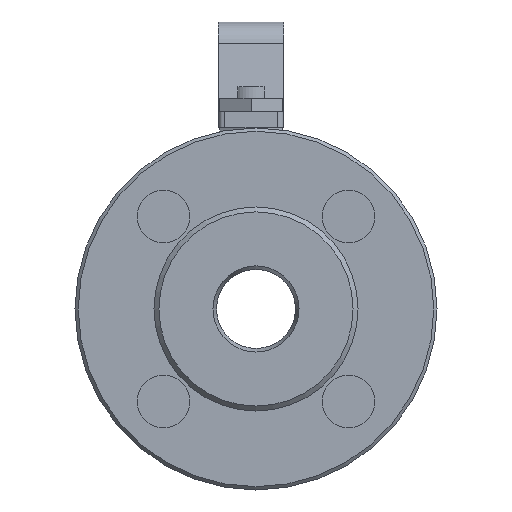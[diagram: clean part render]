
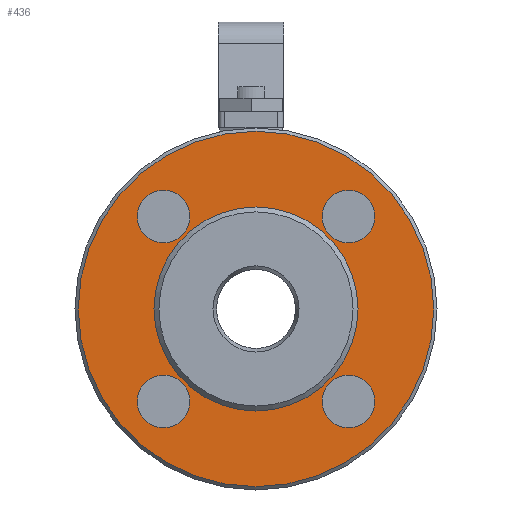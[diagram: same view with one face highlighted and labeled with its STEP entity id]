
A CAD part, left-side view. The second image highlights one B-rep face of the part: STEP entity #436.
In plain terms, the highlighted planar face has unit normal (-1, 0, 0).
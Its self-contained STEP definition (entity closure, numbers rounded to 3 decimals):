
#436 = ADVANCED_FACE( '', ( #1005, #1006, #1007, #1008, #1009, #1010 ), #1011, .F. );
#1005 = FACE_OUTER_BOUND( '', #1670, .T. );
#1006 = FACE_BOUND( '', #1671, .T. );
#1007 = FACE_BOUND( '', #1672, .T. );
#1008 = FACE_BOUND( '', #1673, .T. );
#1009 = FACE_BOUND( '', #1674, .T. );
#1010 = FACE_BOUND( '', #1675, .T. );
#1011 = PLANE( '', #1676 );
#1670 = EDGE_LOOP( '', ( #2771 ) );
#1671 = EDGE_LOOP( '', ( #2772 ) );
#1672 = EDGE_LOOP( '', ( #2773 ) );
#1673 = EDGE_LOOP( '', ( #2774 ) );
#1674 = EDGE_LOOP( '', ( #2775 ) );
#1675 = EDGE_LOOP( '', ( #2776 ) );
#1676 = AXIS2_PLACEMENT_3D( '', #2777, #2778, #2779 );
#2771 = ORIENTED_EDGE( '', *, *, #3508, .T. );
#2772 = ORIENTED_EDGE( '', *, *, #3559, .F. );
#2773 = ORIENTED_EDGE( '', *, *, #3603, .F. );
#2774 = ORIENTED_EDGE( '', *, *, #3436, .F. );
#2775 = ORIENTED_EDGE( '', *, *, #3282, .F. );
#2776 = ORIENTED_EDGE( '', *, *, #3621, .F. );
#2777 = CARTESIAN_POINT( '', ( 1.5, 0., -31. ) );
#2778 = DIRECTION( '', ( 1., 0., 0. ) );
#2779 = DIRECTION( '', ( 0., 0., -1. ) );
#3282 = EDGE_CURVE( '', #3809, #3809, #3810, .T. );
#3436 = EDGE_CURVE( '', #4066, #4066, #4067, .T. );
#3508 = EDGE_CURVE( '', #4175, #4175, #4176, .F. );
#3559 = EDGE_CURVE( '', #4243, #4243, #4244, .T. );
#3603 = EDGE_CURVE( '', #4302, #4302, #4303, .T. );
#3621 = EDGE_CURVE( '', #4328, #4328, #4329, .T. );
#3809 = VERTEX_POINT( '', #4543 );
#3810 = CIRCLE( '', #4544, 8. );
#4066 = VERTEX_POINT( '', #4974 );
#4067 = CIRCLE( '', #4975, 8. );
#4175 = VERTEX_POINT( '', #5124 );
#4176 = CIRCLE( '', #5125, 54. );
#4243 = VERTEX_POINT( '', #5204 );
#4244 = CIRCLE( '', #5205, 31. );
#4302 = VERTEX_POINT( '', #5283 );
#4303 = CIRCLE( '', #5284, 8. );
#4328 = VERTEX_POINT( '', #5315 );
#4329 = CIRCLE( '', #5316, 8. );
#4543 = CARTESIAN_POINT( '', ( 1.5, 20.072, 28.072 ) );
#4544 = AXIS2_PLACEMENT_3D( '', #5545, #5546, #5547 );
#4974 = CARTESIAN_POINT( '', ( 1.5, -36.072, 28.072 ) );
#4975 = AXIS2_PLACEMENT_3D( '', #5756, #5757, #5758 );
#5124 = CARTESIAN_POINT( '', ( 1.5, 0., -54. ) );
#5125 = AXIS2_PLACEMENT_3D( '', #5833, #5834, #5835 );
#5204 = CARTESIAN_POINT( '', ( 1.5, 0., 31. ) );
#5205 = AXIS2_PLACEMENT_3D( '', #5893, #5894, #5895 );
#5283 = CARTESIAN_POINT( '', ( 1.5, -36.072, -28.072 ) );
#5284 = AXIS2_PLACEMENT_3D( '', #5937, #5938, #5939 );
#5315 = CARTESIAN_POINT( '', ( 1.5, 20.072, -28.072 ) );
#5316 = AXIS2_PLACEMENT_3D( '', #5955, #5956, #5957 );
#5545 = CARTESIAN_POINT( '', ( 1.5, 28.072, 28.072 ) );
#5546 = DIRECTION( '', ( -1., 0., 0. ) );
#5547 = DIRECTION( '', ( 0., -1., 0. ) );
#5756 = CARTESIAN_POINT( '', ( 1.5, -28.072, 28.072 ) );
#5757 = DIRECTION( '', ( -1., 0., 0. ) );
#5758 = DIRECTION( '', ( 0., -1., 0. ) );
#5833 = CARTESIAN_POINT( '', ( 1.5, 0., 0. ) );
#5834 = DIRECTION( '', ( 1., 0., 0. ) );
#5835 = DIRECTION( '', ( 0., 0., -1. ) );
#5893 = CARTESIAN_POINT( '', ( 1.5, 0., 0. ) );
#5894 = DIRECTION( '', ( -1., 0., 0. ) );
#5895 = DIRECTION( '', ( 0., 0., 1. ) );
#5937 = CARTESIAN_POINT( '', ( 1.5, -28.072, -28.072 ) );
#5938 = DIRECTION( '', ( -1., 0., 0. ) );
#5939 = DIRECTION( '', ( 0., -1., 0. ) );
#5955 = CARTESIAN_POINT( '', ( 1.5, 28.072, -28.072 ) );
#5956 = DIRECTION( '', ( -1., 0., 0. ) );
#5957 = DIRECTION( '', ( 0., -1., 0. ) );
